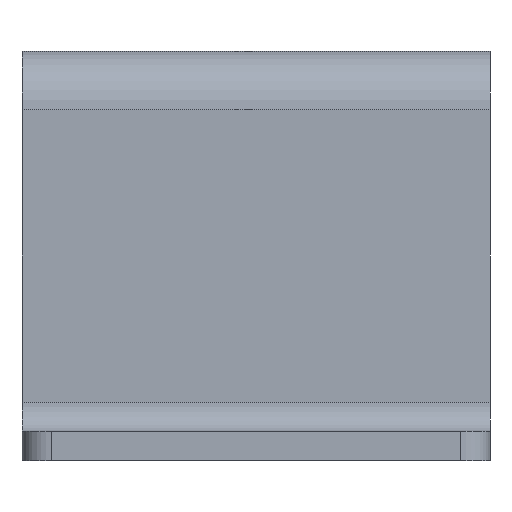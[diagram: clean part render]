
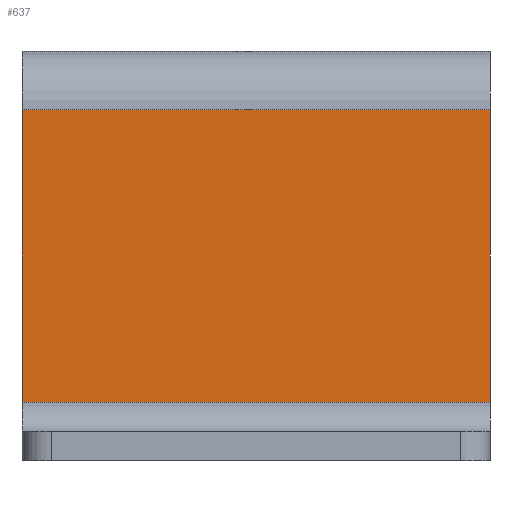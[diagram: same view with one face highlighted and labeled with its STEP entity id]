
A CAD part, front view. The second image highlights one B-rep face of the part: STEP entity #637.
In plain terms, the highlighted planar face has unit normal (0, -1, 0).
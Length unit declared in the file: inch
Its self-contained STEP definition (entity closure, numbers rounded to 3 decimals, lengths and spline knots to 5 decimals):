
#36=DIRECTION('',(0.,0.,-1.));
#37=VECTOR('',#36,1.25);
#38=CARTESIAN_POINT('',(-1.,1.5,1.5));
#39=LINE('',#38,#37);
#156=DIRECTION('',(0.,0.,-1.));
#157=VECTOR('',#156,1.25);
#158=CARTESIAN_POINT('',(1.,1.5,1.5));
#159=LINE('',#158,#157);
#200=DIRECTION('',(-1.,0.,0.));
#201=VECTOR('',#200,2.);
#202=CARTESIAN_POINT('',(1.,1.5,1.5));
#203=LINE('',#202,#201);
#204=DIRECTION('',(1.,0.,0.));
#205=VECTOR('',#204,2.);
#206=CARTESIAN_POINT('',(-1.,1.5,0.25));
#207=LINE('',#206,#205);
#346=CARTESIAN_POINT('',(-1.,1.5,0.25));
#347=CARTESIAN_POINT('',(1.,1.5,0.25));
#348=VERTEX_POINT('',#346);
#349=VERTEX_POINT('',#347);
#366=CARTESIAN_POINT('',(-1.,1.5,1.5));
#368=VERTEX_POINT('',#366);
#372=CARTESIAN_POINT('',(1.,1.5,1.5));
#373=VERTEX_POINT('',#372);
#625=CARTESIAN_POINT('',(-1.,1.5,1.75));
#626=DIRECTION('',(0.,-1.,0.));
#627=DIRECTION('',(0.,0.,-1.));
#628=AXIS2_PLACEMENT_3D('',#625,#626,#627);
#629=PLANE('',#628);
#631=ORIENTED_EDGE('',*,*,#630,.F.);
#632=ORIENTED_EDGE('',*,*,#592,.T.);
#633=ORIENTED_EDGE('',*,*,#619,.F.);
#634=ORIENTED_EDGE('',*,*,#469,.F.);
#635=EDGE_LOOP('',(#631,#632,#633,#634));
#636=FACE_OUTER_BOUND('',#635,.F.);
#637=ADVANCED_FACE('',(#636),#629,.T.);
#469=EDGE_CURVE('',#368,#348,#39,.T.);
#592=EDGE_CURVE('',#373,#349,#159,.T.);
#619=EDGE_CURVE('',#348,#349,#207,.T.);
#630=EDGE_CURVE('',#373,#368,#203,.T.);
